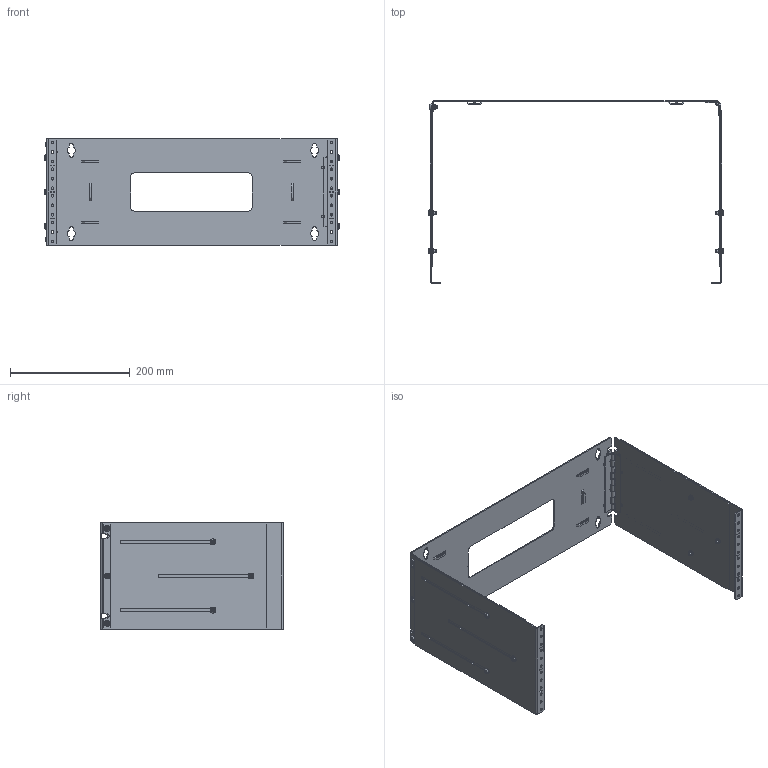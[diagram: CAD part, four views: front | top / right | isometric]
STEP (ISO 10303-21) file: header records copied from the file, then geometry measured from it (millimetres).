
FILE_DESCRIPTION (( 'STEP AP203' ), '1' );
FILE_NAME ('APB19007BK1.step', '2020-11-12T17:20:26', ( 'ADC123' ), ( 'Microsoft' ), 'SwSTEP 2.0', 'SolidWorks 2019', '' );
FILE_SCHEMA (( 'CONFIG_CONTROL_DESIGN' ));
Length unit declared in the file: inch
Products named in the file (1): APB19007BK1
Bounding box: 492.51 x 304.8 x 177.42 mm (x, y, z)
Volume: 508228.7 mm3; surface area: 576540.4 mm2
Topology: 26 solids, 26 shells, 664 faces, 1701 edges, 1109 vertices
Faces by surface type: plane 440, cylinder 176, bspline 27, cone 21
Full cylindrical faces by diameter (mm): 3.175 x1, 4.039 x9, 4.496 x24, 4.572 x9, 5.105 x3, 6.198 x9, 6.35 x9, 8.636 x9, 9.906 x9
Entity records: 20520 total; most frequent: CARTESIAN_POINT 4632, DIRECTION 3160, ORIENTED_EDGE 3106, EDGE_CURVE 1553, VERTEX_POINT 1091, LINE 1078, VECTOR 1078, AXIS2_PLACEMENT_3D 1041
